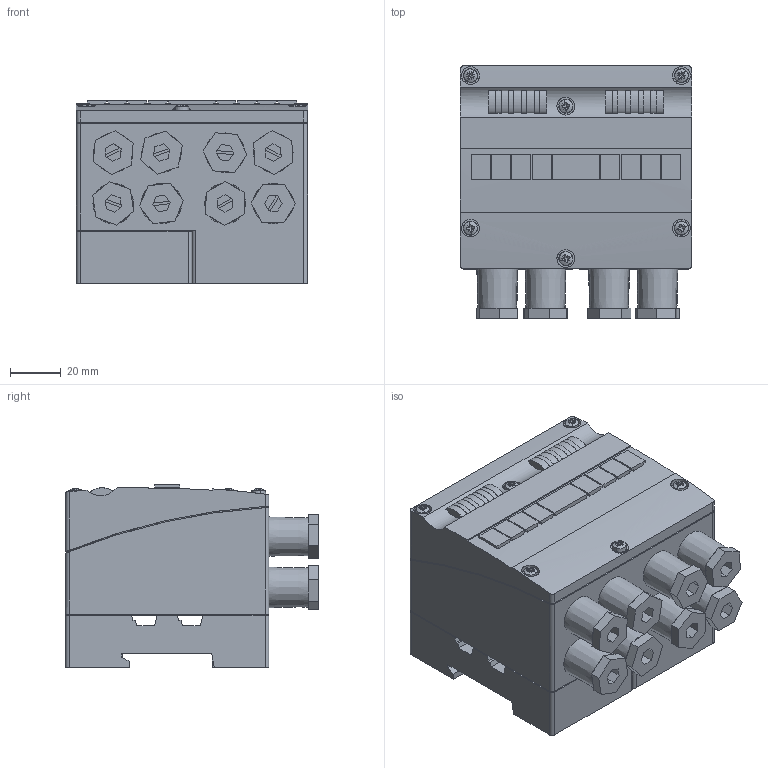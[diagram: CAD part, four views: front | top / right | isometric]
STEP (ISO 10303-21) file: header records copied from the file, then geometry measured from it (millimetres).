
FILE_DESCRIPTION(/* description */ ('Alibre Inc.'),/* implementation_level */ '2;1');
FILE_NAME(/* name */ 'export-727A6DDE-5D8E-4531-AB1C-05E473E91617',/* time_stamp */ '2023-01-18T11:11:02+01:00',/* author */ (''),/* organization */ (''),/* preprocessor_version */ 'ST-DEVELOPER v17',/* originating_system */ 'Alibre',/* authorisation */ '');
FILE_SCHEMA (('AUTOMOTIVE_DESIGN'));
Length unit declared in the file: centimetre
Products named in the file (10): BENE INOX | 210216-3X50
Bounding box: 91 x 99.5 x 72 mm (x, y, z)
Volume: 471625.2 mm3; surface area: 91838.8 mm2
Topology: 38 solids, 44 shells, 962 faces, 2332 edges, 1537 vertices
Faces by surface type: plane 738, cylinder 136, cone 46, extrusion 18, torus 12, sphere 12
Full cylindrical faces by diameter (mm): 2 x4, 2.02 x2, 2.5 x6, 3 x6, 3.5 x4, 4 x6, 5 x2, 6 x2, 6.75 x2, 7 x6, 8 x2, 10 x2, 12 x8
Entity records: 15410 total; most frequent: CARTESIAN_POINT 3363, ORIENTED_EDGE 2346, DIRECTION 2170, EDGE_CURVE 1173, AXIS2_PLACEMENT_3D 841, VECTOR 830, LINE 821, VERTEX_POINT 812
